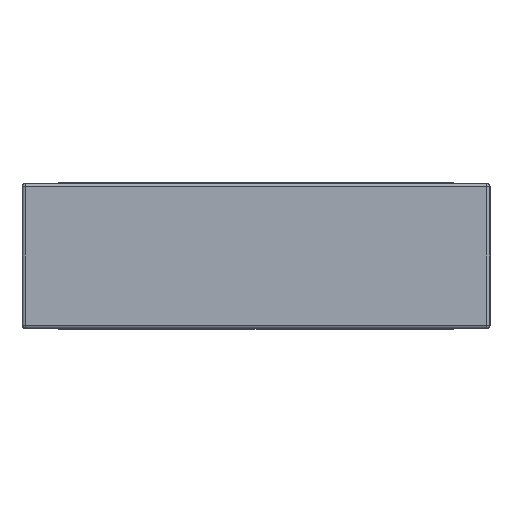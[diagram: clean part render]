
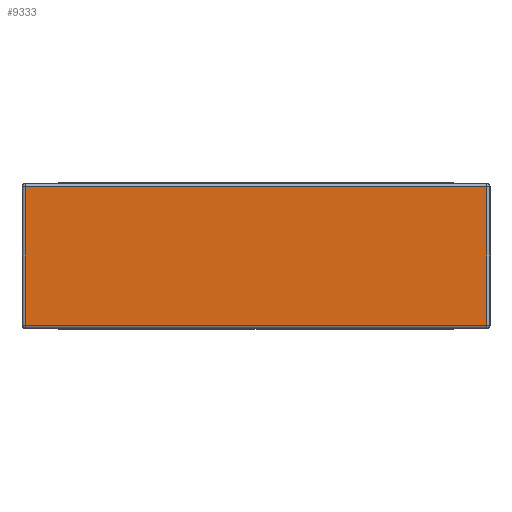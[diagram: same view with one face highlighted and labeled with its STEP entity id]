
A CAD part, left-side view. The second image highlights one B-rep face of the part: STEP entity #9333.
In plain terms, the highlighted planar face has unit normal (-1, 0, 0).
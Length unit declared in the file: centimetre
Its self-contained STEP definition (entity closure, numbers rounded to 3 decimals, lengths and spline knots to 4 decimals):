
#212 = EDGE_CURVE ( 'NONE', #8572, #7862, #3865, .T. ) ;
#594 = CARTESIAN_POINT ( 'NONE',  ( -0.08, -0.158, 0.0975 ) ) ;
#788 = VECTOR ( 'NONE', #7849, 100. ) ;
#860 = CARTESIAN_POINT ( 'NONE',  ( -0.08, 0.158, 0.0025 ) ) ;
#1296 = DIRECTION ( 'NONE',  ( -1., 0., 0. ) ) ;
#2294 = AXIS2_PLACEMENT_3D ( 'NONE', #5027, #1296, #6580 ) ;
#2487 = ORIENTED_EDGE ( 'NONE', *, *, #4522, .F. ) ;
#3555 = EDGE_LOOP ( 'NONE', ( #7480, #6442, #2487, #4610 ) ) ;
#3701 = CARTESIAN_POINT ( 'NONE',  ( -0.08, -0.158, 0.0025 ) ) ;
#3737 = DIRECTION ( 'NONE',  ( 0., 1., 0. ) ) ;
#3769 = CARTESIAN_POINT ( 'NONE',  ( -0.08, 0.158, 0.0975 ) ) ;
#3865 = LINE ( 'NONE', #5850, #9119 ) ;
#3882 = EDGE_CURVE ( 'NONE', #8572, #5919, #5876, .T. ) ;
#4522 = EDGE_CURVE ( 'NONE', #5919, #9459, #5357, .T. ) ;
#4610 = ORIENTED_EDGE ( 'NONE', *, *, #3882, .F. ) ;
#4681 = FACE_OUTER_BOUND ( 'NONE', #3555, .T. ) ;
#5027 = CARTESIAN_POINT ( 'NONE',  ( -0.08, 0., 0.0005 ) ) ;
#5030 = VECTOR ( 'NONE', #8468, 100. ) ;
#5357 = LINE ( 'NONE', #9359, #788 ) ;
#5850 = CARTESIAN_POINT ( 'NONE',  ( -0.08, 0.158, 0.0005 ) ) ;
#5876 = LINE ( 'NONE', #7842, #5030 ) ;
#5919 = VERTEX_POINT ( 'NONE', #594 ) ;
#6442 = ORIENTED_EDGE ( 'NONE', *, *, #7837, .F. ) ;
#6580 = DIRECTION ( 'NONE',  ( 0., 0., 1. ) ) ;
#6741 = CARTESIAN_POINT ( 'NONE',  ( -0.08, 0., 0.0025 ) ) ;
#7302 = DIRECTION ( 'NONE',  ( 0., 0., -1. ) ) ;
#7480 = ORIENTED_EDGE ( 'NONE', *, *, #212, .T. ) ;
#7837 = EDGE_CURVE ( 'NONE', #9459, #7862, #8356, .T. ) ;
#7842 = CARTESIAN_POINT ( 'NONE',  ( -0.08, 0., 0.0975 ) ) ;
#7849 = DIRECTION ( 'NONE',  ( 0., 0., -1. ) ) ;
#7862 = VERTEX_POINT ( 'NONE', #860 ) ;
#8356 = LINE ( 'NONE', #6741, #9539 ) ;
#8468 = DIRECTION ( 'NONE',  ( 0., -1., 0. ) ) ;
#8572 = VERTEX_POINT ( 'NONE', #3769 ) ;
#9119 = VECTOR ( 'NONE', #7302, 100. ) ;
#9333 = ADVANCED_FACE ( 'NONE', ( #4681 ), #9541, .T. ) ;
#9359 = CARTESIAN_POINT ( 'NONE',  ( -0.08, -0.158, 0.0005 ) ) ;
#9459 = VERTEX_POINT ( 'NONE', #3701 ) ;
#9539 = VECTOR ( 'NONE', #3737, 100. ) ;
#9541 = PLANE ( 'NONE',  #2294 ) ;
